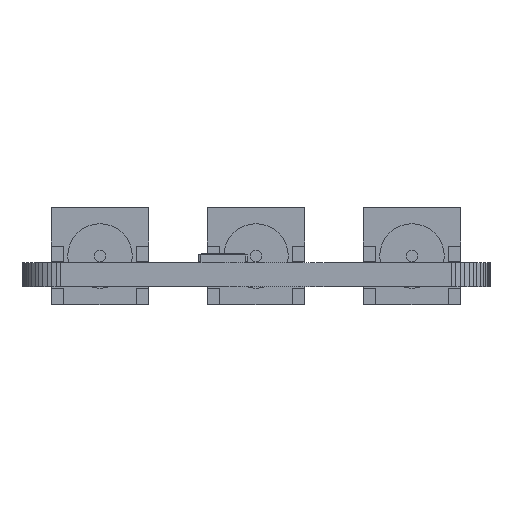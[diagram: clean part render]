
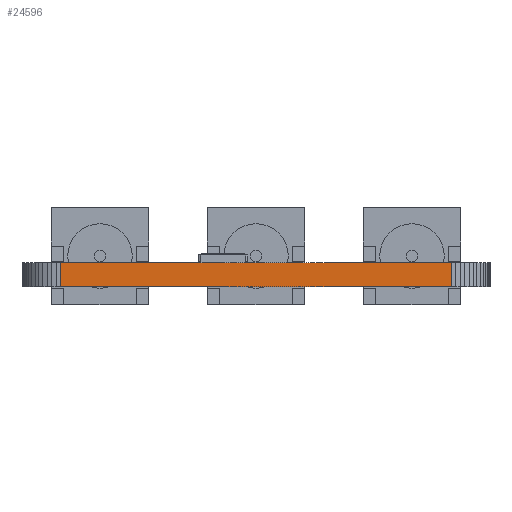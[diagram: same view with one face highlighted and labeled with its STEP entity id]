
A CAD part, front view. The second image highlights one B-rep face of the part: STEP entity #24596.
In plain terms, the highlighted planar face has unit normal (0, -1, 0).
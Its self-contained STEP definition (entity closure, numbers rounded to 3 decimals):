
#19770 = PLANE('',#19771);
#19771 = AXIS2_PLACEMENT_3D('',#19772,#19773,#19774);
#19772 = CARTESIAN_POINT('',(148.501,-105.004,1.58));
#19773 = DIRECTION('',(-0.,-0.,-1.));
#19774 = DIRECTION('',(-1.,0.,0.));
#19824 = PLANE('',#19825);
#19825 = AXIS2_PLACEMENT_3D('',#19826,#19827,#19828);
#19826 = CARTESIAN_POINT('',(148.501,-105.004,0.));
#19827 = DIRECTION('',(-0.,-0.,-1.));
#19828 = DIRECTION('',(-1.,0.,0.));
#20633 = VERTEX_POINT('',#20634);
#20634 = CARTESIAN_POINT('',(161.201,-115.799,0.));
#20648 = PLANE('',#20649);
#20649 = AXIS2_PLACEMENT_3D('',#20650,#20651,#20652);
#20650 = CARTESIAN_POINT('',(161.507,-115.78,0.));
#20651 = DIRECTION('',(0.06,-0.998,0.));
#20652 = DIRECTION('',(-0.998,-0.06,0.));
#20660 = EDGE_CURVE('',#20633,#20661,#20663,.T.);
#20661 = VERTEX_POINT('',#20662);
#20662 = CARTESIAN_POINT('',(135.801,-115.799,0.));
#20663 = SURFACE_CURVE('',#20664,(#20668,#20675),.PCURVE_S1.);
#20664 = LINE('',#20665,#20666);
#20665 = CARTESIAN_POINT('',(161.201,-115.799,0.));
#20666 = VECTOR('',#20667,1.);
#20667 = DIRECTION('',(-1.,0.,0.));
#20668 = PCURVE('',#19824,#20669);
#20669 = DEFINITIONAL_REPRESENTATION('',(#20670),#20674);
#20670 = LINE('',#20671,#20672);
#20671 = CARTESIAN_POINT('',(-12.7,-10.795));
#20672 = VECTOR('',#20673,1.);
#20673 = DIRECTION('',(1.,0.));
#20674 = ( GEOMETRIC_REPRESENTATION_CONTEXT(2) 
PARAMETRIC_REPRESENTATION_CONTEXT() REPRESENTATION_CONTEXT('2D SPACE',''
  ) );
#20675 = PCURVE('',#20676,#20681);
#20676 = PLANE('',#20677);
#20677 = AXIS2_PLACEMENT_3D('',#20678,#20679,#20680);
#20678 = CARTESIAN_POINT('',(161.201,-115.799,0.));
#20679 = DIRECTION('',(0.,-1.,0.));
#20680 = DIRECTION('',(-1.,0.,0.));
#20681 = DEFINITIONAL_REPRESENTATION('',(#20682),#20686);
#20682 = LINE('',#20683,#20684);
#20683 = CARTESIAN_POINT('',(0.,-0.));
#20684 = VECTOR('',#20685,1.);
#20685 = DIRECTION('',(1.,0.));
#20686 = ( GEOMETRIC_REPRESENTATION_CONTEXT(2) 
PARAMETRIC_REPRESENTATION_CONTEXT() REPRESENTATION_CONTEXT('2D SPACE',''
  ) );
#20704 = PLANE('',#20705);
#20705 = AXIS2_PLACEMENT_3D('',#20706,#20707,#20708);
#20706 = CARTESIAN_POINT('',(135.801,-115.799,0.));
#20707 = DIRECTION('',(-0.06,-0.998,0.));
#20708 = DIRECTION('',(-0.998,0.06,0.));
#22316 = VERTEX_POINT('',#22317);
#22317 = CARTESIAN_POINT('',(161.201,-115.799,1.58));
#22338 = EDGE_CURVE('',#22316,#22339,#22341,.T.);
#22339 = VERTEX_POINT('',#22340);
#22340 = CARTESIAN_POINT('',(135.801,-115.799,1.58));
#22341 = SURFACE_CURVE('',#22342,(#22346,#22353),.PCURVE_S1.);
#22342 = LINE('',#22343,#22344);
#22343 = CARTESIAN_POINT('',(161.201,-115.799,1.58));
#22344 = VECTOR('',#22345,1.);
#22345 = DIRECTION('',(-1.,0.,0.));
#22346 = PCURVE('',#19770,#22347);
#22347 = DEFINITIONAL_REPRESENTATION('',(#22348),#22352);
#22348 = LINE('',#22349,#22350);
#22349 = CARTESIAN_POINT('',(-12.7,-10.795));
#22350 = VECTOR('',#22351,1.);
#22351 = DIRECTION('',(1.,0.));
#22352 = ( GEOMETRIC_REPRESENTATION_CONTEXT(2) 
PARAMETRIC_REPRESENTATION_CONTEXT() REPRESENTATION_CONTEXT('2D SPACE',''
  ) );
#22353 = PCURVE('',#20676,#22354);
#22354 = DEFINITIONAL_REPRESENTATION('',(#22355),#22359);
#22355 = LINE('',#22356,#22357);
#22356 = CARTESIAN_POINT('',(0.,-1.58));
#22357 = VECTOR('',#22358,1.);
#22358 = DIRECTION('',(1.,0.));
#22359 = ( GEOMETRIC_REPRESENTATION_CONTEXT(2) 
PARAMETRIC_REPRESENTATION_CONTEXT() REPRESENTATION_CONTEXT('2D SPACE',''
  ) );
#24548 = EDGE_CURVE('',#20633,#22316,#24549,.T.);
#24549 = SURFACE_CURVE('',#24550,(#24554,#24561),.PCURVE_S1.);
#24550 = LINE('',#24551,#24552);
#24551 = CARTESIAN_POINT('',(161.201,-115.799,0.));
#24552 = VECTOR('',#24553,1.);
#24553 = DIRECTION('',(0.,0.,1.));
#24554 = PCURVE('',#20648,#24555);
#24555 = DEFINITIONAL_REPRESENTATION('',(#24556),#24560);
#24556 = LINE('',#24557,#24558);
#24557 = CARTESIAN_POINT('',(0.307,0.));
#24558 = VECTOR('',#24559,1.);
#24559 = DIRECTION('',(0.,-1.));
#24560 = ( GEOMETRIC_REPRESENTATION_CONTEXT(2) 
PARAMETRIC_REPRESENTATION_CONTEXT() REPRESENTATION_CONTEXT('2D SPACE',''
  ) );
#24561 = PCURVE('',#20676,#24562);
#24562 = DEFINITIONAL_REPRESENTATION('',(#24563),#24567);
#24563 = LINE('',#24564,#24565);
#24564 = CARTESIAN_POINT('',(0.,-0.));
#24565 = VECTOR('',#24566,1.);
#24566 = DIRECTION('',(0.,-1.));
#24567 = ( GEOMETRIC_REPRESENTATION_CONTEXT(2) 
PARAMETRIC_REPRESENTATION_CONTEXT() REPRESENTATION_CONTEXT('2D SPACE',''
  ) );
#24596 = ADVANCED_FACE('',(#24597),#20676,.T.);
#24597 = FACE_BOUND('',#24598,.T.);
#24598 = EDGE_LOOP('',(#24599,#24600,#24601,#24622));
#24599 = ORIENTED_EDGE('',*,*,#24548,.T.);
#24600 = ORIENTED_EDGE('',*,*,#22338,.T.);
#24601 = ORIENTED_EDGE('',*,*,#24602,.F.);
#24602 = EDGE_CURVE('',#20661,#22339,#24603,.T.);
#24603 = SURFACE_CURVE('',#24604,(#24608,#24615),.PCURVE_S1.);
#24604 = LINE('',#24605,#24606);
#24605 = CARTESIAN_POINT('',(135.801,-115.799,0.));
#24606 = VECTOR('',#24607,1.);
#24607 = DIRECTION('',(0.,0.,1.));
#24608 = PCURVE('',#20676,#24609);
#24609 = DEFINITIONAL_REPRESENTATION('',(#24610),#24614);
#24610 = LINE('',#24611,#24612);
#24611 = CARTESIAN_POINT('',(25.4,0.));
#24612 = VECTOR('',#24613,1.);
#24613 = DIRECTION('',(0.,-1.));
#24614 = ( GEOMETRIC_REPRESENTATION_CONTEXT(2) 
PARAMETRIC_REPRESENTATION_CONTEXT() REPRESENTATION_CONTEXT('2D SPACE',''
  ) );
#24615 = PCURVE('',#20704,#24616);
#24616 = DEFINITIONAL_REPRESENTATION('',(#24617),#24621);
#24617 = LINE('',#24618,#24619);
#24618 = CARTESIAN_POINT('',(0.,0.));
#24619 = VECTOR('',#24620,1.);
#24620 = DIRECTION('',(0.,-1.));
#24621 = ( GEOMETRIC_REPRESENTATION_CONTEXT(2) 
PARAMETRIC_REPRESENTATION_CONTEXT() REPRESENTATION_CONTEXT('2D SPACE',''
  ) );
#24622 = ORIENTED_EDGE('',*,*,#20660,.F.);
